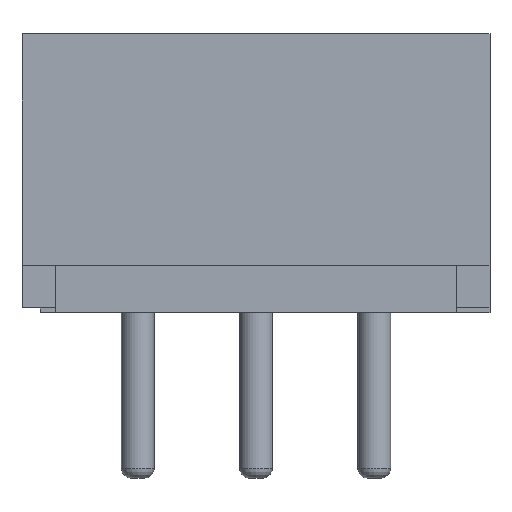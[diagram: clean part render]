
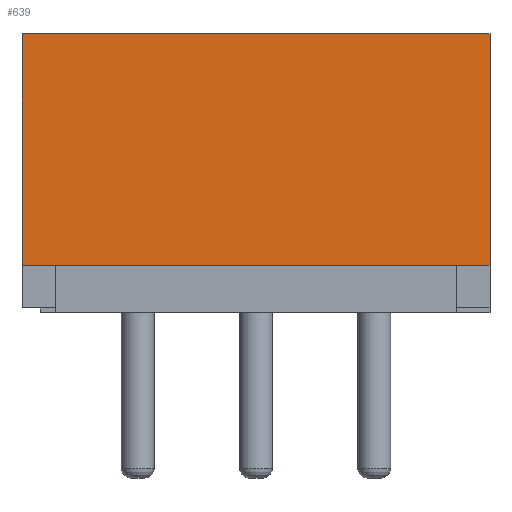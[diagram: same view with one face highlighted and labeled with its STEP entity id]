
A CAD part, front view. The second image highlights one B-rep face of the part: STEP entity #639.
In plain terms, the highlighted planar face has unit normal (0, -1, 0).
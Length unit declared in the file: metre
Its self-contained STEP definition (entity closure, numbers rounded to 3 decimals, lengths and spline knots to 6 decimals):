
#303 = EDGE_CURVE( '', #755, #813, #814, .T. );
#385 = EDGE_CURVE( '', #773, #755, #950, .T. );
#483 = EDGE_CURVE( '', #813, #837, #1086, .T. );
#543 = EDGE_CURVE( '', #837, #773, #1167, .T. );
#639 = ADVANCED_FACE( '', ( #1293 ), #1294, .T. );
#755 = VERTEX_POINT( '', #1426 );
#773 = VERTEX_POINT( '', #1450 );
#813 = VERTEX_POINT( '', #1507 );
#814 = LINE( '', #1508, #1509 );
#837 = VERTEX_POINT( '', #1544 );
#950 = LINE( '', #1704, #1705 );
#1086 = LINE( '', #1906, #1907 );
#1167 = LINE( '', #2024, #2025 );
#1293 = FACE_OUTER_BOUND( '', #2206, .T. );
#1294 = PLANE( '', #2207 );
#1426 = CARTESIAN_POINT( '', ( 0.00495, -0.002454, 0.001063 ) );
#1450 = CARTESIAN_POINT( '', ( -0.00495, -0.002454, 0.001063 ) );
#1507 = CARTESIAN_POINT( '', ( 0.00495, -0.002454, 0.005963 ) );
#1508 = CARTESIAN_POINT( '', ( 0.00495, -0.002454, 0.000063 ) );
#1509 = VECTOR( '', #2424, 1. );
#1544 = CARTESIAN_POINT( '', ( -0.00495, -0.002454, 0.005963 ) );
#1704 = CARTESIAN_POINT( '', ( 0.00495, -0.002454, 0.001063 ) );
#1705 = VECTOR( '', #2557, 1. );
#1906 = CARTESIAN_POINT( '', ( -0.00495, -0.002454, 0.005963 ) );
#1907 = VECTOR( '', #2732, 1. );
#2024 = CARTESIAN_POINT( '', ( -0.00495, -0.002454, 0.000063 ) );
#2025 = VECTOR( '', #2833, 1. );
#2206 = EDGE_LOOP( '', ( #3049, #3050, #3051, #3052 ) );
#2207 = AXIS2_PLACEMENT_3D( '', #3053, #3054, #3055 );
#2424 = DIRECTION( '', ( 0., 0., 1. ) );
#2557 = DIRECTION( '', ( 1., 0., 0. ) );
#2732 = DIRECTION( '', ( -1., 0., 0. ) );
#2833 = DIRECTION( '', ( 0., 0., -1. ) );
#3049 = ORIENTED_EDGE( '', *, *, #543, .T. );
#3050 = ORIENTED_EDGE( '', *, *, #385, .T. );
#3051 = ORIENTED_EDGE( '', *, *, #303, .T. );
#3052 = ORIENTED_EDGE( '', *, *, #483, .T. );
#3053 = CARTESIAN_POINT( '', ( -0.00495, -0.002454, 0.000063 ) );
#3054 = DIRECTION( '', ( 0., -1., 0. ) );
#3055 = DIRECTION( '', ( -1., 0., 0. ) );
